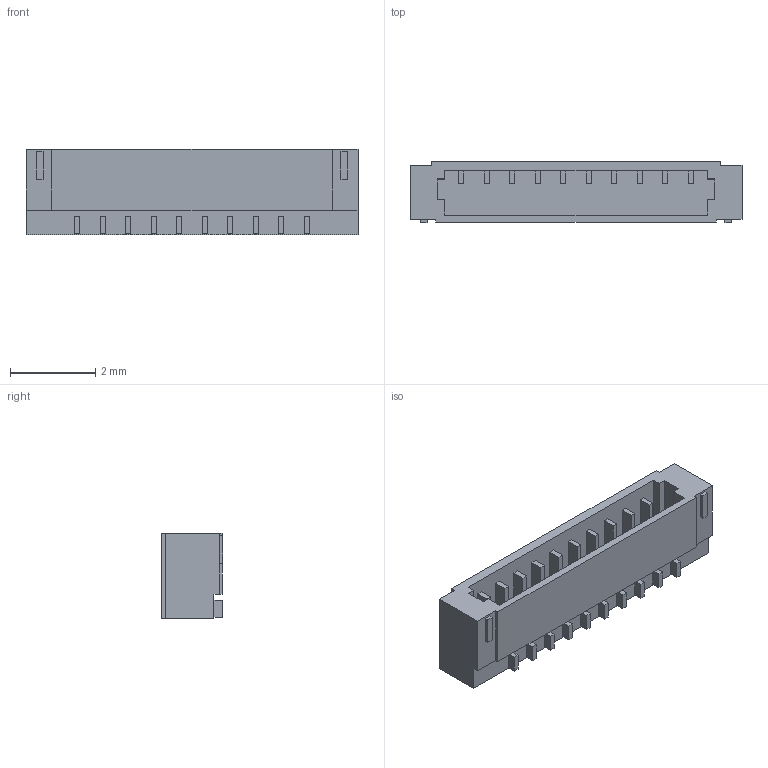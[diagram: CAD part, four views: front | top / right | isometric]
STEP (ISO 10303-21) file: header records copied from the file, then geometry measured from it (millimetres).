
FILE_DESCRIPTION (( 'STEP AP214' ), '1' );
FILE_NAME ('SM10B-XSRS-ETB.STEP', '2010-06-17T12:43:57', ( ' ' ), ( ' ' ), 'SwSTEP 2.0', 'SolidWorks 2005235', '' );
FILE_SCHEMA (( 'AUTOMOTIVE_DESIGN' ));
Length unit declared in the file: millimetre
Products named in the file (1): SM10B-XSRS-ETB
Bounding box: 7.8 x 1.45 x 2 mm (x, y, z)
Volume: 13.5 mm3; surface area: 85.5 mm2
Topology: 1 solids, 1 shells, 129 faces, 342 edges, 228 vertices
Faces by surface type: plane 129
Entity records: 5358 total; most frequent: CARTESIAN_POINT 700, ORIENTED_EDGE 684, DIRECTION 602, EDGE_CURVE 342, VECTOR 342, LINE 342, VERTEX_POINT 228, EDGE_LOOP 142
